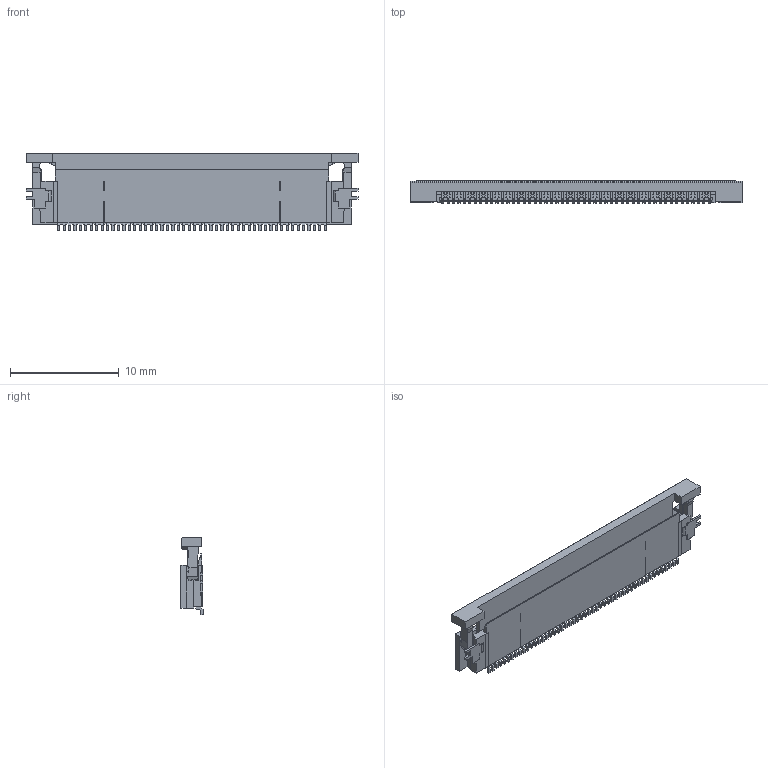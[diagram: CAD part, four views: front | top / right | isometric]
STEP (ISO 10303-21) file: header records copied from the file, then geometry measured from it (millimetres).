
FILE_DESCRIPTION((''),'2;1');
FILE_NAME('541325097','2007-12-11T',('sbh'),(''),'PRO/ENGINEER BY PARAMETRIC TECHNOLOGY CORPORATION, 2003451','PRO/ENGINEER BY PARAMETRIC TECHNOLOGY CORPORATION, 2003451','');
FILE_SCHEMA(('CONFIG_CONTROL_DESIGN'));
Length unit declared in the file: millimetre
Products named in the file (1): 541325097
Bounding box: 30.5 x 2.05 x 7.15 mm (x, y, z)
Volume: 183 mm3; surface area: 1459 mm2
Topology: 2 solids, 2 shells, 1941 faces, 6515 edges, 4382 vertices
Faces by surface type: plane 1776, cylinder 165
Entity records: 69720 total; most frequent: CARTESIAN_POINT 12651, ORIENTED_EDGE 12600, DIRECTION 10723, EDGE_CURVE 6300, VECTOR 6175, LINE 6175, VERTEX_POINT 4164, AXIS2_PLACEMENT_3D 2274
